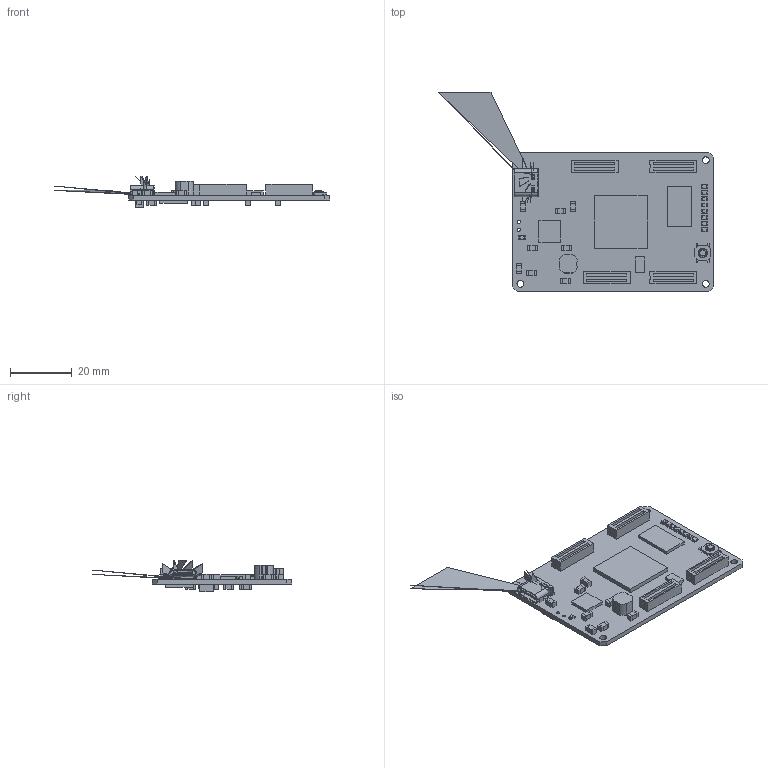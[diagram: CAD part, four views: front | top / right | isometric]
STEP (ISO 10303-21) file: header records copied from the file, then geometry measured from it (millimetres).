
FILE_DESCRIPTION (( 'STEP AP214' ), '1' );
FILE_NAME ('Alchitry Au.STEP', '2022-09-04T19:13:40', ( '' ), ( '' ), 'SwSTEP 2.0', 'SolidWorks 2022', '' );
FILE_SCHEMA (( 'AUTOMOTIVE_DESIGN' ));
Length unit declared in the file: inch
Products named in the file (15): Alchitry Au; DDR3.iges; PCB v2.iges; Diode v1.iges; Alchitry Au.iges; Button v2.iges; Inductor 6mm v1.iges; FPGA.iges; 1206 Capacitor v1.iges; Clock.iges; USB Connector v1.iges; Connector v1.iges; FTDI.iges; LED 0805 v2.iges; Power IC.iges
Assembly tree (39 placements, depth 3):
  Alchitry Au
    Alchitry Au.iges
      PCB v2.iges
      Connector v1.iges  x4
      USB Connector v1.iges
      LED 0805 v2.iges  x9
      Button v2.iges
      Inductor 6mm v1.iges
      Diode v1.iges
      FPGA.iges
      DDR3.iges
      1206 Capacitor v1.iges  x15
      Clock.iges
      Power IC.iges
      FTDI.iges
Bounding box: 89.01 x 64.43 x 10.05 mm (x, y, z)
Volume: 6259.7 mm3; surface area: 10546.8 mm2
Topology: 68 solids, 68 shells, 1009 faces, 2442 edges, 1617 vertices
Faces by surface type: bspline 1009
Entity records: 17186 total; most frequent: CARTESIAN_POINT 7359, ORIENTED_EDGE 2984, EDGE_CURVE 1492, B_SPLINE_CURVE_WITH_KNOTS 1174, VERTEX_POINT 972, EDGE_LOOP 604, ADVANCED_FACE 569, FACE_OUTER_BOUND 569
